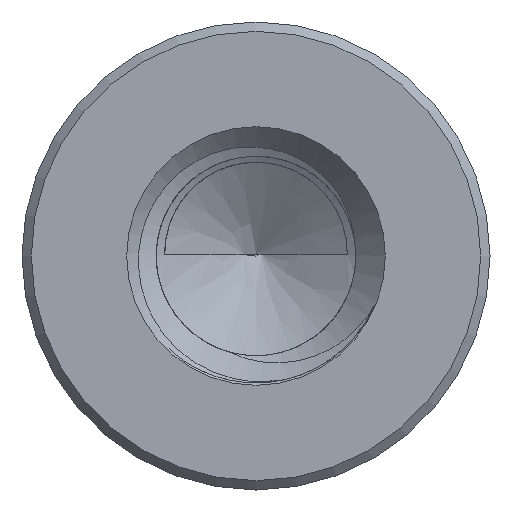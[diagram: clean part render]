
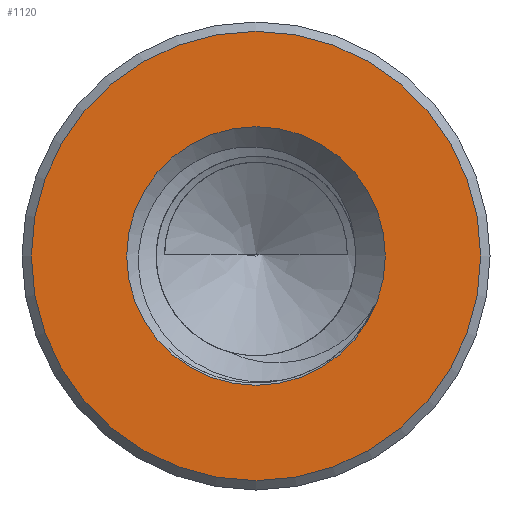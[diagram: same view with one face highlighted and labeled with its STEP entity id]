
A CAD part, front view. The second image highlights one B-rep face of the part: STEP entity #1120.
In plain terms, the highlighted planar face has unit normal (0, -1, 0).
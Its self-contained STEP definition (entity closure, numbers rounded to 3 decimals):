
#20=FACE_BOUND('',#182,.T.);
#22=PLANE('',#1219);
#120=FACE_OUTER_BOUND('',#181,.T.);
#181=EDGE_LOOP('',(#949,#950));
#182=EDGE_LOOP('',(#951,#952));
#205=CIRCLE('',#1201,3.044);
#206=CIRCLE('',#1202,3.044);
#211=CIRCLE('',#1212,1.753);
#212=CIRCLE('',#1213,1.753);
#521=VERTEX_POINT('',#4734);
#522=VERTEX_POINT('',#4736);
#529=VERTEX_POINT('',#4853);
#530=VERTEX_POINT('',#4855);
#680=EDGE_CURVE('',#522,#521,#205,.T.);
#681=EDGE_CURVE('',#521,#522,#206,.T.);
#693=EDGE_CURVE('',#530,#529,#211,.T.);
#694=EDGE_CURVE('',#529,#530,#212,.T.);
#949=ORIENTED_EDGE('',*,*,#680,.T.);
#950=ORIENTED_EDGE('',*,*,#681,.T.);
#951=ORIENTED_EDGE('',*,*,#693,.T.);
#952=ORIENTED_EDGE('',*,*,#694,.T.);
#1120=ADVANCED_FACE('',(#120,#20),#22,.F.);
#1201=AXIS2_PLACEMENT_3D('',#4737,#1387,#1388);
#1202=AXIS2_PLACEMENT_3D('',#4738,#1389,#1390);
#1212=AXIS2_PLACEMENT_3D('',#4856,#1413,#1414);
#1213=AXIS2_PLACEMENT_3D('',#4857,#1415,#1416);
#1219=AXIS2_PLACEMENT_3D('',#5026,#1429,#1430);
#1387=DIRECTION('center_axis',(0.,-1.,0.));
#1388=DIRECTION('ref_axis',(0.,0.,1.));
#1389=DIRECTION('center_axis',(0.,-1.,0.));
#1390=DIRECTION('ref_axis',(0.,0.,1.));
#1413=DIRECTION('center_axis',(0.,1.,0.));
#1414=DIRECTION('ref_axis',(0.,0.,1.));
#1415=DIRECTION('center_axis',(0.,1.,0.));
#1416=DIRECTION('ref_axis',(0.,0.,1.));
#1429=DIRECTION('center_axis',(0.,1.,0.));
#1430=DIRECTION('ref_axis',(0.,0.,1.));
#4734=CARTESIAN_POINT('',(0.,0.,-3.044));
#4736=CARTESIAN_POINT('',(0.,0.,3.044));
#4737=CARTESIAN_POINT('Origin',(0.,0.,0.));
#4738=CARTESIAN_POINT('Origin',(0.,0.,0.));
#4853=CARTESIAN_POINT('',(0.,0.,1.753));
#4855=CARTESIAN_POINT('',(0.,0.,-1.753));
#4856=CARTESIAN_POINT('Origin',(0.,0.,0.));
#4857=CARTESIAN_POINT('Origin',(0.,0.,0.));
#5026=CARTESIAN_POINT('Origin',(0.,0.,0.));
